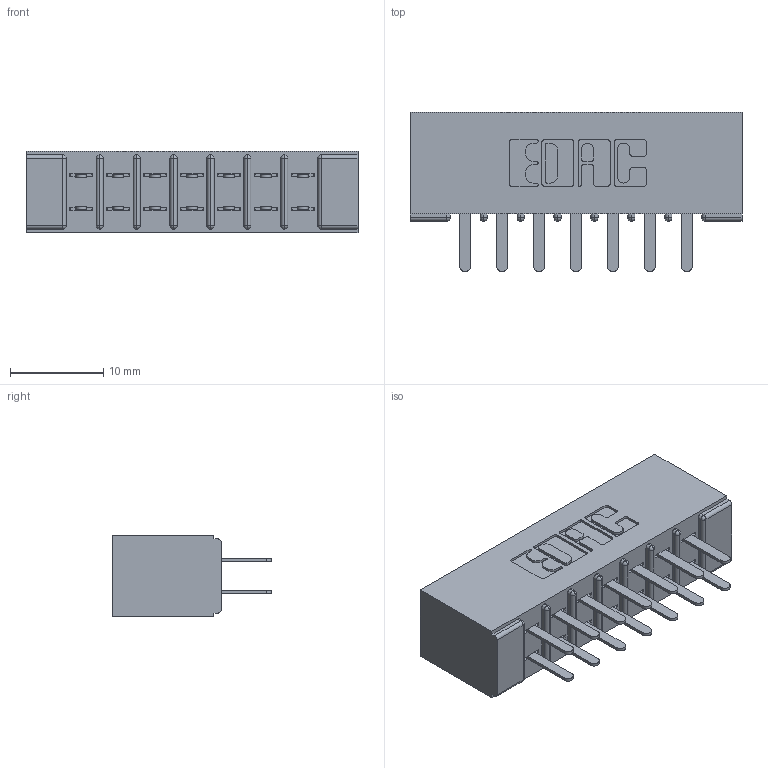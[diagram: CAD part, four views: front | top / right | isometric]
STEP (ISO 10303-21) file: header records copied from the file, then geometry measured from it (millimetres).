
FILE_DESCRIPTION (( 'STEP AP203' ), '1' );
FILE_NAME ('305-014-520-501.STEP', '2019-09-09T11:45:15', ( '' ), ( '' ), 'SwSTEP 2.0', 'SolidWorks 2016', '' );
FILE_SCHEMA (( 'CONFIG_CONTROL_DESIGN' ));
Length unit declared in the file: inch
Products named in the file (3): 305-014-520-501; 305-290-001_520; 305 Part_No Mounting
Assembly tree (15 placements, depth 2):
  305-014-520-501
    305 Part_No Mounting
    305-290-001_520  x14
Bounding box: 35.61 x 17.09 x 8.71 mm (x, y, z)
Volume: 2340.5 mm3; surface area: 4355.2 mm2
Topology: 15 solids, 15 shells, 752 faces, 2133 edges, 1382 vertices
Faces by surface type: plane 442, cylinder 282, sphere 28
Entity records: 11442 total; most frequent: CARTESIAN_POINT 1891, ORIENTED_EDGE 1870, DIRECTION 1855, EDGE_CURVE 935, VECTOR 723, LINE 723, VERTEX_POINT 602, AXIS2_PLACEMENT_3D 566
